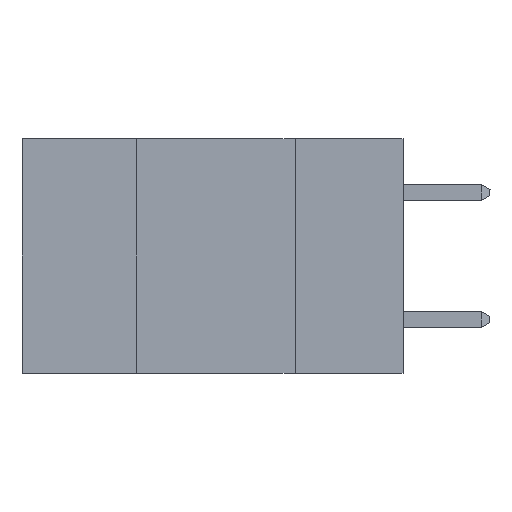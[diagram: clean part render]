
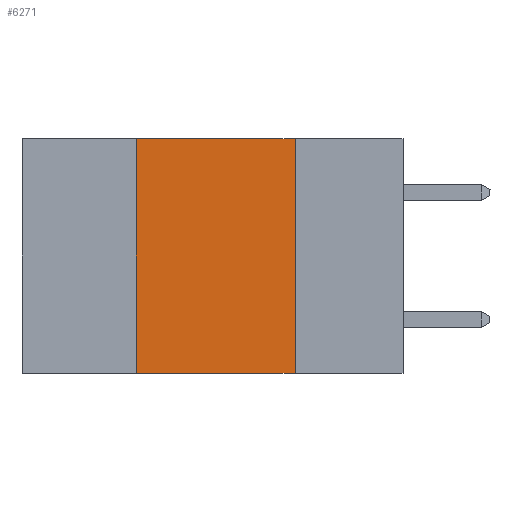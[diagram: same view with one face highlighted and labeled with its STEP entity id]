
A CAD part, left-side view. The second image highlights one B-rep face of the part: STEP entity #6271.
In plain terms, the highlighted planar face has unit normal (-1, 0, 0).
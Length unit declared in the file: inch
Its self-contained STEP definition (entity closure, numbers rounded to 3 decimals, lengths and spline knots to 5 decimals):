
#365 = CARTESIAN_POINT ( 'NONE',  ( 0., 0.17, 0. ) ) ;
#421 = DIRECTION ( 'NONE',  ( 0., 0., 1. ) ) ;
#865 = ORIENTED_EDGE ( 'NONE', *, *, #5892, .T. ) ;
#923 = EDGE_CURVE ( 'NONE', #6371, #6634, #9021, .T. ) ;
#1170 = ORIENTED_EDGE ( 'NONE', *, *, #5092, .F. ) ;
#1243 = DIRECTION ( 'NONE',  ( 0., -1., 0. ) ) ;
#1833 = CARTESIAN_POINT ( 'NONE',  ( 0., 0.17, -0.37 ) ) ;
#2092 = EDGE_CURVE ( 'NONE', #5376, #5696, #3562, .T. ) ;
#2412 = ORIENTED_EDGE ( 'NONE', *, *, #923, .F. ) ;
#2529 = LINE ( 'NONE', #11039, #8242 ) ;
#2841 = PLANE ( 'NONE',  #3322 ) ;
#3322 = AXIS2_PLACEMENT_3D ( 'NONE', #7372, #7420, #5560 ) ;
#3562 = LINE ( 'NONE', #10361, #10959 ) ;
#3704 = VECTOR ( 'NONE', #10483, 39.37008 ) ;
#4601 = CARTESIAN_POINT ( 'NONE',  ( 0., 0.6, -0.37 ) ) ;
#4973 = CARTESIAN_POINT ( 'NONE',  ( 0., 0.17, 0. ) ) ;
#5092 = EDGE_CURVE ( 'NONE', #5696, #6371, #2529, .T. ) ;
#5376 = VERTEX_POINT ( 'NONE', #5618 ) ;
#5560 = DIRECTION ( 'NONE',  ( 0., 0., -1. ) ) ;
#5618 = CARTESIAN_POINT ( 'NONE',  ( 0., 0.42, -0.37 ) ) ;
#5696 = VERTEX_POINT ( 'NONE', #6008 ) ;
#5892 = EDGE_CURVE ( 'NONE', #5376, #6634, #7688, .T. ) ;
#6008 = CARTESIAN_POINT ( 'NONE',  ( 0., 0.42, 0. ) ) ;
#6271 = ADVANCED_FACE ( 'NONE', ( #7834 ), #2841, .F. ) ;
#6371 = VERTEX_POINT ( 'NONE', #365 ) ;
#6537 = ORIENTED_EDGE ( 'NONE', *, *, #2092, .F. ) ;
#6634 = VERTEX_POINT ( 'NONE', #1833 ) ;
#7372 = CARTESIAN_POINT ( 'NONE',  ( 0., 0.6, 0. ) ) ;
#7420 = DIRECTION ( 'NONE',  ( 1., 0., 0. ) ) ;
#7634 = EDGE_LOOP ( 'NONE', ( #2412, #1170, #6537, #865 ) ) ;
#7688 = LINE ( 'NONE', #4601, #10740 ) ;
#7834 = FACE_OUTER_BOUND ( 'NONE', #7634, .T. ) ;
#8242 = VECTOR ( 'NONE', #1243, 39.37008 ) ;
#8965 = DIRECTION ( 'NONE',  ( 0., -1., 0. ) ) ;
#9021 = LINE ( 'NONE', #4973, #3704 ) ;
#10361 = CARTESIAN_POINT ( 'NONE',  ( 0., 0.42, 0. ) ) ;
#10483 = DIRECTION ( 'NONE',  ( 0., 0., -1. ) ) ;
#10740 = VECTOR ( 'NONE', #8965, 39.37008 ) ;
#10959 = VECTOR ( 'NONE', #421, 39.37008 ) ;
#11039 = CARTESIAN_POINT ( 'NONE',  ( 0., 0.6, 0. ) ) ;
